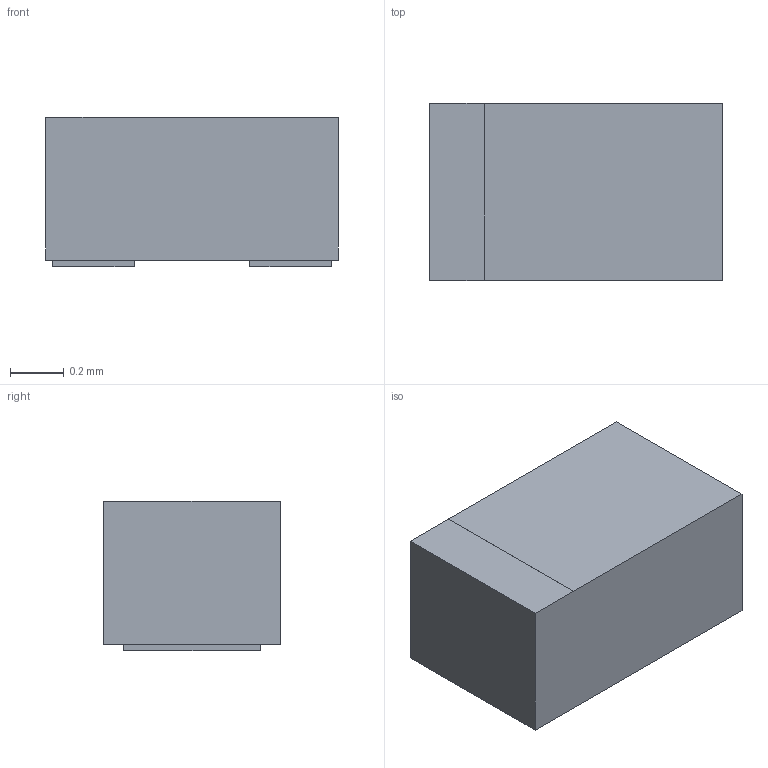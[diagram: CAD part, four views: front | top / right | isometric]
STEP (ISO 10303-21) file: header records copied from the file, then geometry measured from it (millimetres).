
FILE_DESCRIPTION (( 'STEP AP214' ), '1' );
FILE_NAME ('D65062E5-BC42-44CD-AD52-46CAF6AA3096.STEP', '2022-09-02T16:52:45', ( '' ), ( '' ), 'SwSTEP 2.0', 'SolidWorks 2022', '' );
FILE_SCHEMA (( 'AUTOMOTIVE_DESIGN' ));
Length unit declared in the file: millimetre
Products named in the file (1): D65062E5-BC42-44CD-AD52-46CAF6AA3096
Bounding box: 1.09 x 0.66 x 0.56 mm (x, y, z)
Volume: 0.4 mm3; surface area: 3.4 mm2
Topology: 1 solids, 1 shells, 18 faces, 42 edges, 28 vertices
Faces by surface type: plane 18
Entity records: 738 total; most frequent: CARTESIAN_POINT 89, ORIENTED_EDGE 84, DIRECTION 80, VECTOR 42, LINE 42, EDGE_CURVE 42, VERTEX_POINT 28, UNCERTAINTY_MEASURE_WITH_UNIT 21
